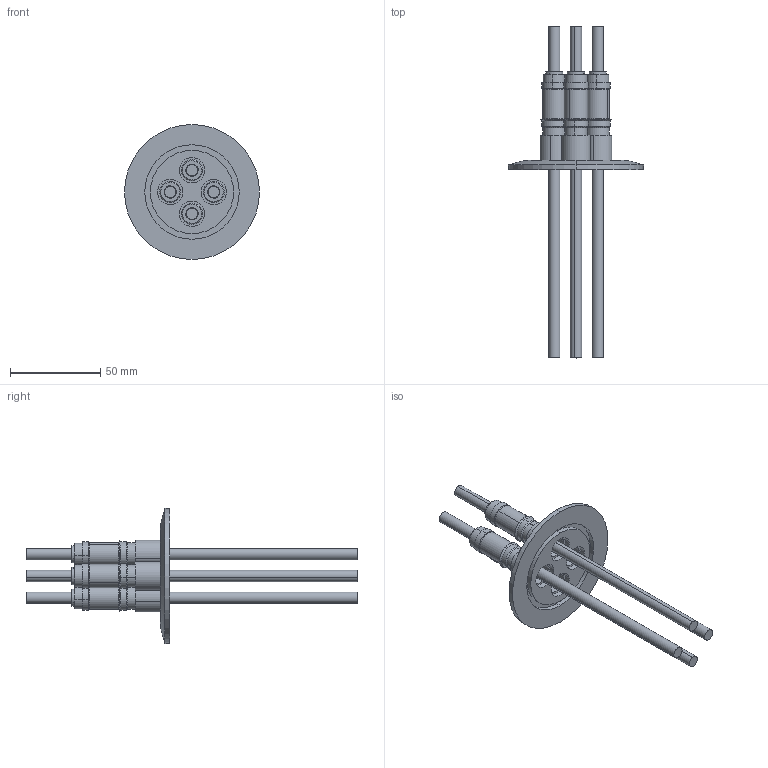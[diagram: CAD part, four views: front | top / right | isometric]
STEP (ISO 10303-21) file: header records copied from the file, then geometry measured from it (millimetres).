
FILE_DESCRIPTION (( 'STEP AP203' ), '1' );
FILE_NAME ('A0116-1-QF.STEP', '2019-10-25T14:27:48', ( '' ), ( '' ), 'SwSTEP 2.0', 'SolidWorks 2019', '' );
FILE_SCHEMA (( 'CONFIG_CONTROL_DESIGN' ));
Length unit declared in the file: inch
Products named in the file (1): A0116-1-QF
Bounding box: 74.93 x 184.15 x 74.93 mm (x, y, z)
Volume: 59473.9 mm3; surface area: 42180.2 mm2
Topology: 1 solids, 1 shells, 228 faces, 462 edges, 294 vertices
Faces by surface type: cylinder 134, plane 60, cone 26, torus 8
Entity records: 6151 total; most frequent: DIRECTION 1222, CARTESIAN_POINT 985, ORIENTED_EDGE 924, AXIS2_PLACEMENT_3D 531, EDGE_CURVE 462, CIRCLE 302, VERTEX_POINT 294, EDGE_LOOP 286
